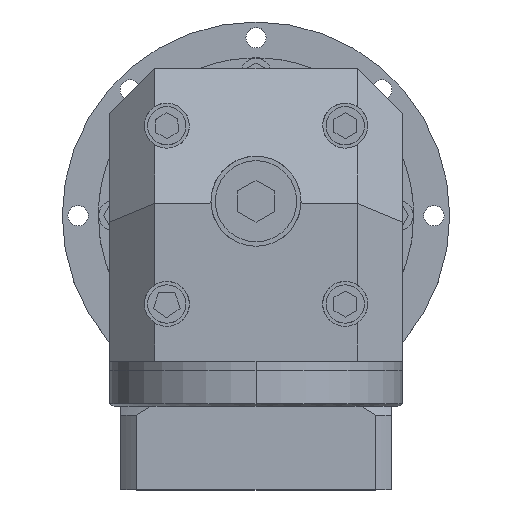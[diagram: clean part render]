
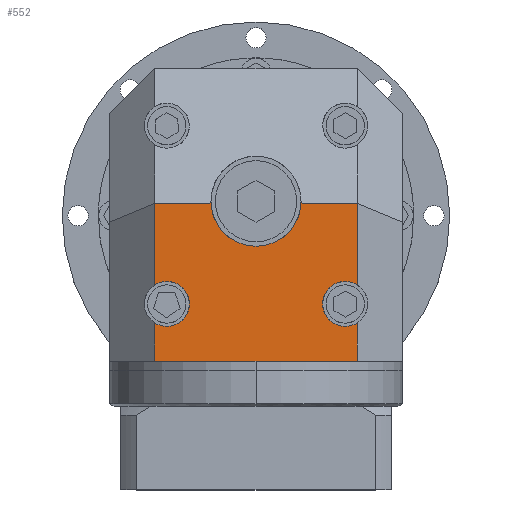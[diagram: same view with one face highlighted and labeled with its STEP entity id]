
A CAD part, top view. The second image highlights one B-rep face of the part: STEP entity #552.
In plain terms, the highlighted planar face has unit normal (0, 0, 1).
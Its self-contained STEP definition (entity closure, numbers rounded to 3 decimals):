
#71 = DIRECTION ( 'NONE',  ( 1., 0., 0. ) ) ;
#88 = CIRCLE ( 'NONE', #3107, 5. ) ;
#106 = VERTEX_POINT ( 'NONE', #4518 ) ;
#116 = CARTESIAN_POINT ( 'NONE',  ( -32.5, -32.5, 65. ) ) ;
#552 = ADVANCED_FACE ( 'NONE', ( #12267 ), #8151, .F. ) ;
#712 = DIRECTION ( 'NONE',  ( 1., 0., 0. ) ) ;
#755 = CARTESIAN_POINT ( 'NONE',  ( -32.5, -32.5, 65. ) ) ;
#836 = CARTESIAN_POINT ( 'NONE',  ( -9.987, 2.5, 65. ) ) ;
#838 = CARTESIAN_POINT ( 'NONE',  ( 9.987, 2.5, 65. ) ) ;
#936 = LINE ( 'NONE', #5595, #3279 ) ;
#1029 = VERTEX_POINT ( 'NONE', #5866 ) ;
#1064 = LINE ( 'NONE', #8623, #3394 ) ;
#1200 = LINE ( 'NONE', #116, #6276 ) ;
#1281 = LINE ( 'NONE', #7339, #9098 ) ;
#1321 = DIRECTION ( 'NONE',  ( -1., 0., 0. ) ) ;
#1541 = VERTEX_POINT ( 'NONE', #4317 ) ;
#1803 = VERTEX_POINT ( 'NONE', #12080 ) ;
#1821 = VERTEX_POINT ( 'NONE', #7909 ) ;
#2134 = CARTESIAN_POINT ( 'NONE',  ( -19.799, -19.799, 65. ) ) ;
#2457 = VERTEX_POINT ( 'NONE', #12212 ) ;
#2840 = CIRCLE ( 'NONE', #5063, 10. ) ;
#3107 = AXIS2_PLACEMENT_3D ( 'NONE', #3756, #3711, #3676 ) ;
#3146 = DIRECTION ( 'NONE',  ( -1., 0., 0. ) ) ;
#3279 = VECTOR ( 'NONE', #11755, 1000. ) ;
#3394 = VECTOR ( 'NONE', #8779, 1000. ) ;
#3416 = EDGE_CURVE ( 'NONE', #9552, #7711, #8877, .T. ) ;
#3676 = DIRECTION ( 'NONE',  ( 1., 0., 0. ) ) ;
#3711 = DIRECTION ( 'NONE',  ( 0., 0., 1. ) ) ;
#3755 = VERTEX_POINT ( 'NONE', #10017 ) ;
#3756 = CARTESIAN_POINT ( 'NONE',  ( 19.799, -19.799, 65. ) ) ;
#3857 = EDGE_CURVE ( 'NONE', #2457, #3755, #1064, .T. ) ;
#3887 = CARTESIAN_POINT ( 'NONE',  ( -22.5, 2.5, 65. ) ) ;
#4021 = EDGE_CURVE ( 'NONE', #4842, #7711, #5173, .T. ) ;
#4108 = DIRECTION ( 'NONE',  ( 0., 0., 1. ) ) ;
#4301 = VERTEX_POINT ( 'NONE', #836 ) ;
#4304 = EDGE_CURVE ( 'NONE', #3755, #1803, #4497, .T. ) ;
#4317 = CARTESIAN_POINT ( 'NONE',  ( 22.5, 2.5, 65. ) ) ;
#4373 = EDGE_CURVE ( 'NONE', #1803, #1029, #1200, .T. ) ;
#4497 = LINE ( 'NONE', #755, #9644 ) ;
#4518 = CARTESIAN_POINT ( 'NONE',  ( 22.5, -15.591, 65. ) ) ;
#4776 = EDGE_CURVE ( 'NONE', #1029, #1821, #9004, .T. ) ;
#4842 = VERTEX_POINT ( 'NONE', #7572 ) ;
#4979 = EDGE_CURVE ( 'NONE', #106, #8531, #88, .T. ) ;
#5063 = AXIS2_PLACEMENT_3D ( 'NONE', #5183, #12376, #6210 ) ;
#5173 = CIRCLE ( 'NONE', #6726, 5. ) ;
#5183 = CARTESIAN_POINT ( 'NONE',  ( 0., 3., 65. ) ) ;
#5242 = EDGE_CURVE ( 'NONE', #106, #1541, #6710, .T. ) ;
#5595 = CARTESIAN_POINT ( 'NONE',  ( 0., 2.5, 65. ) ) ;
#5731 = DIRECTION ( 'NONE',  ( 0., -1., 0. ) ) ;
#5866 = CARTESIAN_POINT ( 'NONE',  ( 22.5, -32.5, 65. ) ) ;
#6016 = DIRECTION ( 'NONE',  ( -1., 0., 0. ) ) ;
#6032 = DIRECTION ( 'NONE',  ( 0., 0., 1. ) ) ;
#6077 = CARTESIAN_POINT ( 'NONE',  ( -19.799, -19.799, 65. ) ) ;
#6210 = DIRECTION ( 'NONE',  ( 1., 0., 0. ) ) ;
#6263 = VECTOR ( 'NONE', #9472, 1000. ) ;
#6276 = VECTOR ( 'NONE', #71, 1000. ) ;
#6415 = CARTESIAN_POINT ( 'NONE',  ( -22.5, 0., 65. ) ) ;
#6550 = AXIS2_PLACEMENT_3D ( 'NONE', #10264, #4108, #11300 ) ;
#6710 = LINE ( 'NONE', #7712, #12820 ) ;
#6726 = AXIS2_PLACEMENT_3D ( 'NONE', #6077, #6032, #6016 ) ;
#7171 = AXIS2_PLACEMENT_3D ( 'NONE', #9478, #8521, #8566 ) ;
#7190 = AXIS2_PLACEMENT_3D ( 'NONE', #2134, #9306, #3146 ) ;
#7339 = CARTESIAN_POINT ( 'NONE',  ( 0., 2.5, 65. ) ) ;
#7572 = CARTESIAN_POINT ( 'NONE',  ( -14.799, -19.799, 65. ) ) ;
#7711 = VERTEX_POINT ( 'NONE', #9327 ) ;
#7712 = CARTESIAN_POINT ( 'NONE',  ( 22.5, 0., 65. ) ) ;
#7909 = CARTESIAN_POINT ( 'NONE',  ( 22.5, -24.007, 65. ) ) ;
#8151 = PLANE ( 'NONE',  #7171 ) ;
#8489 = EDGE_LOOP ( 'NONE', ( #9175, #9203, #9362, #9506, #9601, #9786, #9848, #9942, #10134, #10179, #10331, #10433, #10457 ) ) ;
#8521 = DIRECTION ( 'NONE',  ( 0., 0., -1. ) ) ;
#8531 = VERTEX_POINT ( 'NONE', #11404 ) ;
#8566 = DIRECTION ( 'NONE',  ( -1., 0., 0. ) ) ;
#8623 = CARTESIAN_POINT ( 'NONE',  ( -22.5, 0., 65. ) ) ;
#8779 = DIRECTION ( 'NONE',  ( 0., -1., 0. ) ) ;
#8788 = DIRECTION ( 'NONE',  ( 0., 1., 0. ) ) ;
#8877 = LINE ( 'NONE', #6415, #11624 ) ;
#9000 = VERTEX_POINT ( 'NONE', #838 ) ;
#9004 = LINE ( 'NONE', #9445, #6263 ) ;
#9098 = VECTOR ( 'NONE', #1321, 1000. ) ;
#9175 = ORIENTED_EDGE ( 'NONE', *, *, #11108, .T. ) ;
#9203 = ORIENTED_EDGE ( 'NONE', *, *, #11014, .F. ) ;
#9306 = DIRECTION ( 'NONE',  ( 0., 0., 1. ) ) ;
#9327 = CARTESIAN_POINT ( 'NONE',  ( -22.5, -15.591, 65. ) ) ;
#9362 = ORIENTED_EDGE ( 'NONE', *, *, #12227, .T. ) ;
#9445 = CARTESIAN_POINT ( 'NONE',  ( 22.5, 0., 65. ) ) ;
#9472 = DIRECTION ( 'NONE',  ( 0., 1., 0. ) ) ;
#9478 = CARTESIAN_POINT ( 'NONE',  ( 0., 0., 65. ) ) ;
#9506 = ORIENTED_EDGE ( 'NONE', *, *, #3416, .T. ) ;
#9552 = VERTEX_POINT ( 'NONE', #3887 ) ;
#9601 = ORIENTED_EDGE ( 'NONE', *, *, #4021, .F. ) ;
#9644 = VECTOR ( 'NONE', #712, 1000. ) ;
#9786 = ORIENTED_EDGE ( 'NONE', *, *, #11527, .F. ) ;
#9848 = ORIENTED_EDGE ( 'NONE', *, *, #3857, .T. ) ;
#9942 = ORIENTED_EDGE ( 'NONE', *, *, #4304, .T. ) ;
#10017 = CARTESIAN_POINT ( 'NONE',  ( -22.5, -32.5, 65. ) ) ;
#10134 = ORIENTED_EDGE ( 'NONE', *, *, #4373, .T. ) ;
#10179 = ORIENTED_EDGE ( 'NONE', *, *, #4776, .T. ) ;
#10214 = CIRCLE ( 'NONE', #7190, 5. ) ;
#10264 = CARTESIAN_POINT ( 'NONE',  ( 19.799, -19.799, 65. ) ) ;
#10331 = ORIENTED_EDGE ( 'NONE', *, *, #12876, .F. ) ;
#10433 = ORIENTED_EDGE ( 'NONE', *, *, #4979, .F. ) ;
#10457 = ORIENTED_EDGE ( 'NONE', *, *, #5242, .T. ) ;
#11014 = EDGE_CURVE ( 'NONE', #4301, #9000, #2840, .T. ) ;
#11108 = EDGE_CURVE ( 'NONE', #1541, #9000, #1281, .T. ) ;
#11300 = DIRECTION ( 'NONE',  ( 1., 0., 0. ) ) ;
#11404 = CARTESIAN_POINT ( 'NONE',  ( 14.799, -19.799, 65. ) ) ;
#11527 = EDGE_CURVE ( 'NONE', #2457, #4842, #10214, .T. ) ;
#11624 = VECTOR ( 'NONE', #5731, 1000. ) ;
#11755 = DIRECTION ( 'NONE',  ( -1., 0., 0. ) ) ;
#12080 = CARTESIAN_POINT ( 'NONE',  ( 0., -32.5, 65. ) ) ;
#12212 = CARTESIAN_POINT ( 'NONE',  ( -22.5, -24.007, 65. ) ) ;
#12227 = EDGE_CURVE ( 'NONE', #4301, #9552, #936, .T. ) ;
#12267 = FACE_OUTER_BOUND ( 'NONE', #8489, .T. ) ;
#12376 = DIRECTION ( 'NONE',  ( 0., 0., 1. ) ) ;
#12820 = VECTOR ( 'NONE', #8788, 1000. ) ;
#12876 = EDGE_CURVE ( 'NONE', #8531, #1821, #13192, .T. ) ;
#13192 = CIRCLE ( 'NONE', #6550, 5. ) ;
